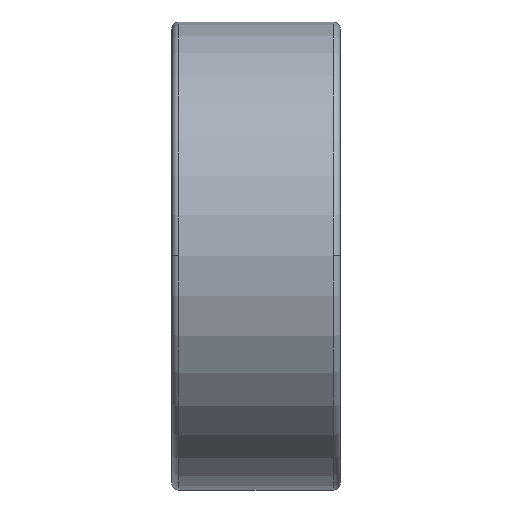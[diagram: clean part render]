
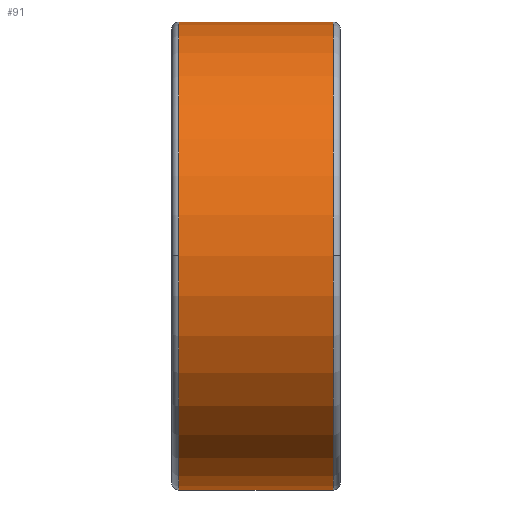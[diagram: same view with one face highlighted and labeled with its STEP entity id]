
A CAD part, top view. The second image highlights one B-rep face of the part: STEP entity #91.
In plain terms, the highlighted cylindrical face has radius 50 mm (diameter 100 mm), a partial arc.
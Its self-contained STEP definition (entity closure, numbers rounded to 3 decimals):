
#91=ADVANCED_FACE('',(#309),#310,.T.);
#309=FACE_OUTER_BOUND('',#809,.T.);
#310=CYLINDRICAL_SURFACE('',#810,50.0);
#809=EDGE_LOOP('',(#1340,#1341,#1342,#1343,#1344,#1345));
#810=AXIS2_PLACEMENT_3D('',#1346,#1347,#1348);
#1340=ORIENTED_EDGE('',*,*,#2869,.F.);
#1341=ORIENTED_EDGE('',*,*,#2847,.T.);
#1342=ORIENTED_EDGE('',*,*,#2870,.T.);
#1343=ORIENTED_EDGE('',*,*,#2871,.F.);
#1344=ORIENTED_EDGE('',*,*,#2872,.F.);
#1345=ORIENTED_EDGE('',*,*,#2865,.F.);
#1346=CARTESIAN_POINT('',(18.0,0.0,0.0));
#1347=DIRECTION('',(1.0,0.0,0.0));
#1348=DIRECTION('',(0.0,1.0,0.0));
#2847=EDGE_CURVE('',#3306,#3304,#3307,.T.);
#2865=EDGE_CURVE('',#3340,#3342,#3343,.T.);
#2869=EDGE_CURVE('',#3306,#3340,#3349,.T.);
#2870=EDGE_CURVE('',#3304,#3350,#3351,.T.);
#2871=EDGE_CURVE('',#3352,#3350,#3353,.T.);
#2872=EDGE_CURVE('',#3342,#3352,#3354,.T.);
#3304=VERTEX_POINT('',#4076);
#3306=VERTEX_POINT('',#4078);
#3307=CIRCLE('',#4079,50.0);
#3340=VERTEX_POINT('',#4116);
#3342=VERTEX_POINT('',#4118);
#3343=CIRCLE('',#4119,50.0);
#3349=LINE('',#4125,#4126);
#3350=VERTEX_POINT('',#4127);
#3351=CIRCLE('',#4128,50.0);
#3352=VERTEX_POINT('',#4129);
#3353=LINE('',#4130,#4131);
#3354=CIRCLE('',#4132,50.0);
#4076=CARTESIAN_POINT('',(1.5,0.,50.0));
#4078=CARTESIAN_POINT('',(1.5,50.0,0.0));
#4079=AXIS2_PLACEMENT_3D('',#6943,#6944,#6945);
#4116=CARTESIAN_POINT('',(34.5,50.0,0.0));
#4118=CARTESIAN_POINT('',(34.5,0.,50.0));
#4119=AXIS2_PLACEMENT_3D('',#6989,#6990,#6991);
#4125=CARTESIAN_POINT('',(18.0,50.0,0.));
#4126=VECTOR('',#7001,1.0);
#4127=CARTESIAN_POINT('',(1.5,-50.0,0.));
#4128=AXIS2_PLACEMENT_3D('',#7002,#7003,#7004);
#4129=CARTESIAN_POINT('',(34.5,-50.0,0.));
#4130=CARTESIAN_POINT('',(18.0,-50.0,0.));
#4131=VECTOR('',#7005,1.0);
#4132=AXIS2_PLACEMENT_3D('',#7006,#7007,#7008);
#6943=CARTESIAN_POINT('',(1.5,0.0,0.0));
#6944=DIRECTION('',(1.0,0.0,0.0));
#6945=DIRECTION('',(0.0,1.0,0.0));
#6989=CARTESIAN_POINT('',(34.5,0.0,0.0));
#6990=DIRECTION('',(1.0,0.0,0.0));
#6991=DIRECTION('',(0.0,1.0,0.0));
#7001=DIRECTION('',(1.0,0.0,0.0));
#7002=CARTESIAN_POINT('',(1.5,0.0,0.0));
#7003=DIRECTION('',(1.0,0.0,0.0));
#7004=DIRECTION('',(0.0,1.0,0.0));
#7005=DIRECTION('',(-1.0,-0.0,-0.0));
#7006=CARTESIAN_POINT('',(34.5,0.0,0.0));
#7007=DIRECTION('',(1.0,0.0,0.0));
#7008=DIRECTION('',(0.0,1.0,0.0));
